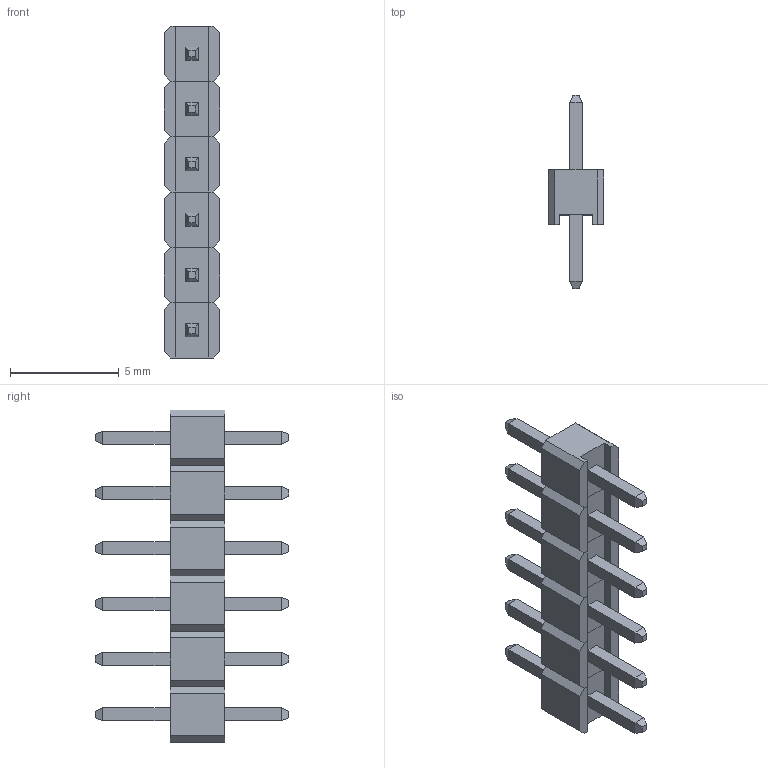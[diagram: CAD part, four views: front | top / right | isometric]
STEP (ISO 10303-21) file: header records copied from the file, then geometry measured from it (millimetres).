
FILE_DESCRIPTION (( 'STEP AP214' ), '1' );
FILE_NAME ('User Library-Header Vertical 2.54mm Pitch2-1.STEP', '2017-12-21T16:24:33', ( '' ), ( '' ), 'SwSTEP 2.0', 'SolidWorks 2018', '' );
FILE_SCHEMA (( 'AUTOMOTIVE_DESIGN' ));
Length unit declared in the file: millimetre
Products named in the file (1): User Library-Header Vertical 2.54mm Pitch2-1
Bounding box: 2.54 x 8.88 x 15.24 mm (x, y, z)
Volume: 97.4 mm3; surface area: 314 mm2
Topology: 6 solids, 6 shells, 192 faces, 456 edges, 288 vertices
Faces by surface type: plane 192
Entity records: 7547 total; most frequent: CARTESIAN_POINT 937, ORIENTED_EDGE 912, DIRECTION 842, EDGE_CURVE 456, LINE 456, VECTOR 456, VERTEX_POINT 288, EDGE_LOOP 204
